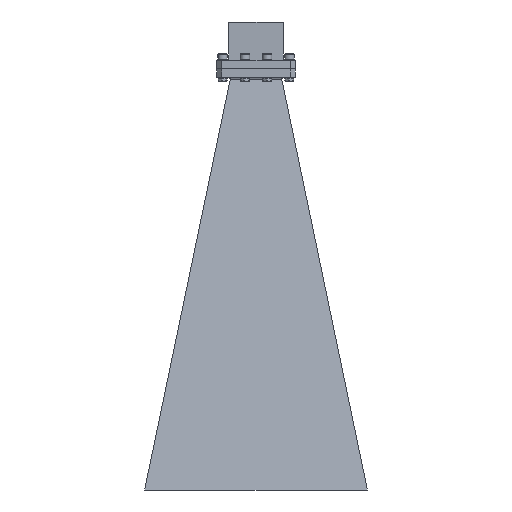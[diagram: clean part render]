
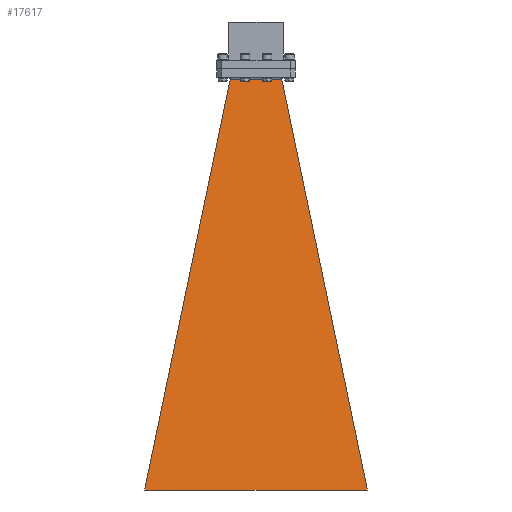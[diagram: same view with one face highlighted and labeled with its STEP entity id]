
A CAD part, front view. The second image highlights one B-rep face of the part: STEP entity #17617.
In plain terms, the highlighted planar face has unit normal (0, -0.987, 0.162).
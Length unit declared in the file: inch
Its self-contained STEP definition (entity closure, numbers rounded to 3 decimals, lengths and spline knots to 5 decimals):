
#99 = CARTESIAN_POINT ( 'NONE',  ( -3.225, -2.325, -12.2 ) ) ;
#744 = ORIENTED_EDGE ( 'NONE', *, *, #30169, .F. ) ;
#1120 = CARTESIAN_POINT ( 'NONE',  ( 0.24893, -0.37364, -0.3001 ) ) ;
#1575 = VECTOR ( 'NONE', #29142, 39.37008 ) ;
#1758 = DIRECTION ( 'NONE',  ( -0.201, 0.159, 0.967 ) ) ;
#3117 = ORIENTED_EDGE ( 'NONE', *, *, #25286, .T. ) ;
#3708 = VECTOR ( 'NONE', #1758, 39.37008 ) ;
#5416 = VERTEX_POINT ( 'NONE', #99 ) ;
#6437 = CARTESIAN_POINT ( 'NONE',  ( -0.7468, -0.37364, -0.3001 ) ) ;
#6632 = LINE ( 'NONE', #9378, #1575 ) ;
#7812 = CARTESIAN_POINT ( 'NONE',  ( -0.7468, -0.37364, -0.3001 ) ) ;
#8548 = CARTESIAN_POINT ( 'NONE',  ( 3.225, -2.325, -12.2 ) ) ;
#8968 = CARTESIAN_POINT ( 'NONE',  ( -0.24893, -0.37364, -0.3001 ) ) ;
#9281 = EDGE_CURVE ( 'NONE', #30228, #10791, #34274, .T. ) ;
#9317 = CARTESIAN_POINT ( 'NONE',  ( 0.7468, -0.37364, -0.3001 ) ) ;
#9378 = CARTESIAN_POINT ( 'NONE',  ( -3.225, -2.325, -12.2 ) ) ;
#9885 = ORIENTED_EDGE ( 'NONE', *, *, #16620, .T. ) ;
#10023 = DIRECTION ( 'NONE',  ( 0., -0.987, 0.162 ) ) ;
#10791 = VERTEX_POINT ( 'NONE', #29929 ) ;
#11200 = B_SPLINE_CURVE_WITH_KNOTS ( 'NONE', 3,
 ( #9317, #1120, #8968, #6437 ),
 .UNSPECIFIED., .F., .F.,
 ( 4, 4 ),
 ( 0., 1. ),
 .UNSPECIFIED. ) ;
#15754 = CARTESIAN_POINT ( 'NONE',  ( -3.225, -2.325, -12.2 ) ) ;
#16620 = EDGE_CURVE ( 'NONE', #5416, #30228, #6632, .T. ) ;
#17315 = VERTEX_POINT ( 'NONE', #7812 ) ;
#17617 = ADVANCED_FACE ( 'NONE', ( #19690 ), #25717, .T. ) ;
#19690 = FACE_OUTER_BOUND ( 'NONE', #28869, .T. ) ;
#24011 = DIRECTION ( 'NONE',  ( 0.201, 0.159, 0.967 ) ) ;
#25286 = EDGE_CURVE ( 'NONE', #10791, #17315, #11200, .T. ) ;
#25717 = PLANE ( 'NONE',  #33055 ) ;
#26428 = CARTESIAN_POINT ( 'NONE',  ( 0., -0.31593, 0.05181 ) ) ;
#28748 = LINE ( 'NONE', #15754, #30442 ) ;
#28869 = EDGE_LOOP ( 'NONE', ( #30828, #3117, #744, #9885 ) ) ;
#29069 = DIRECTION ( 'NONE',  ( 0., -0.162, -0.987 ) ) ;
#29142 = DIRECTION ( 'NONE',  ( 1., 0., 0. ) ) ;
#29929 = CARTESIAN_POINT ( 'NONE',  ( 0.7468, -0.37364, -0.3001 ) ) ;
#30169 = EDGE_CURVE ( 'NONE', #5416, #17315, #28748, .T. ) ;
#30228 = VERTEX_POINT ( 'NONE', #8548 ) ;
#30442 = VECTOR ( 'NONE', #24011, 39.37008 ) ;
#30828 = ORIENTED_EDGE ( 'NONE', *, *, #9281, .T. ) ;
#31403 = CARTESIAN_POINT ( 'NONE',  ( 3.225, -2.325, -12.2 ) ) ;
#33055 = AXIS2_PLACEMENT_3D ( 'NONE', #26428, #10023, #29069 ) ;
#34274 = LINE ( 'NONE', #31403, #3708 ) ;
